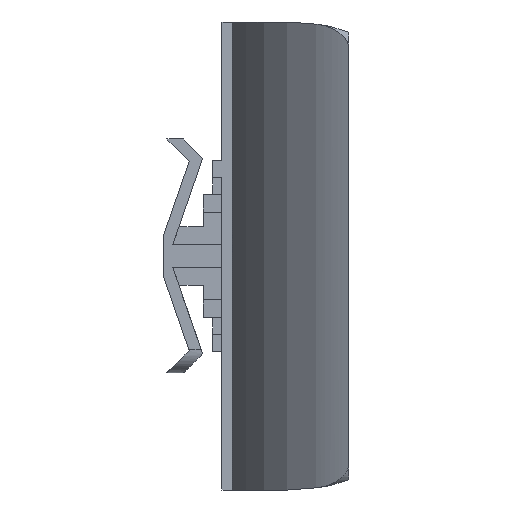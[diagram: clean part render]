
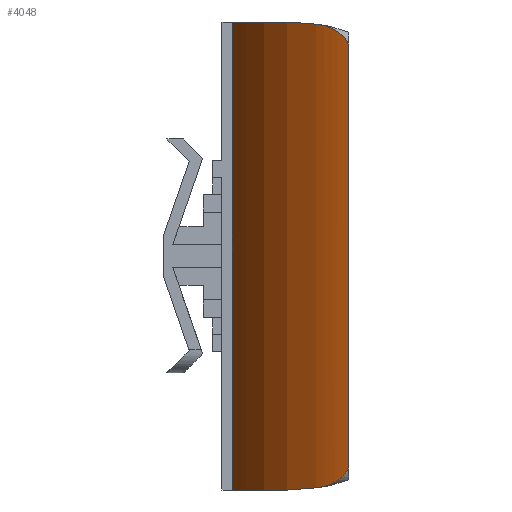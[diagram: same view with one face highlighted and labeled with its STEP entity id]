
A CAD part, left-side view. The second image highlights one B-rep face of the part: STEP entity #4048.
In plain terms, the highlighted cylindrical face has radius 20.5 mm (diameter 41 mm), a partial arc.
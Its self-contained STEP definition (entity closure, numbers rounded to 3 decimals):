
#40=CARTESIAN_POINT('',(-14.039,14.938,20.));
#41=CARTESIAN_POINT('',(-14.309,14.685,19.983));
#42=CARTESIAN_POINT('',(-14.834,14.164,19.947));
#43=CARTESIAN_POINT('',(-15.579,13.34,19.887));
#44=CARTESIAN_POINT('',(-16.046,12.764,19.843));
#45=CARTESIAN_POINT('',(-16.272,12.469,19.82));
#52=CARTESIAN_POINT('',(0.,0.,20.));
#53=DIRECTION('',(0.,0.,1.));
#54=DIRECTION('',(-0.293,0.956,0.));
#55=AXIS2_PLACEMENT_3D('',#52,#53,#54);
#105=CARTESIAN_POINT('',(0.,0.,-20.));
#106=DIRECTION('',(0.,0.,-1.));
#107=DIRECTION('',(-0.685,0.729,0.));
#108=AXIS2_PLACEMENT_3D('',#105,#106,#107);
#115=CARTESIAN_POINT('',(-16.272,12.469,-19.821));
#116=CARTESIAN_POINT('',(-16.046,12.764,-19.843));
#117=CARTESIAN_POINT('',(-15.579,13.34,-19.887));
#118=CARTESIAN_POINT('',(-14.834,14.164,-19.947));
#119=CARTESIAN_POINT('',(-14.309,14.685,-19.983));
#120=CARTESIAN_POINT('',(-14.04,14.938,-20.));
#143=DIRECTION('',(0.,0.,1.));
#144=VECTOR('',#143,40.);
#145=CARTESIAN_POINT('',(-6.,19.602,-20.));
#146=LINE('',#145,#144);
#147=DIRECTION('',(0.,0.,1.));
#148=VECTOR('',#147,35.661);
#149=CARTESIAN_POINT('',(-18.071,9.68,-17.831));
#150=LINE('',#149,#148);
#787=CARTESIAN_POINT('',(-16.272,12.469,19.82));
#788=CARTESIAN_POINT('',(-16.418,12.278,19.806));
#789=CARTESIAN_POINT('',(-16.688,11.913,19.746));
#790=CARTESIAN_POINT('',(-17.026,11.422,19.599));
#791=CARTESIAN_POINT('',(-17.308,10.989,19.413));
#792=CARTESIAN_POINT('',(-17.542,10.611,19.197));
#793=CARTESIAN_POINT('',(-17.731,10.29,18.959));
#794=CARTESIAN_POINT('',(-17.883,10.024,18.694));
#795=CARTESIAN_POINT('',(-17.993,9.825,18.411));
#796=CARTESIAN_POINT('',(-18.058,9.704,18.113));
#797=CARTESIAN_POINT('',(-18.071,9.68,17.923));
#798=CARTESIAN_POINT('',(-18.071,9.68,17.831));
#3107=CARTESIAN_POINT('',(-18.071,9.68,-17.831));
#3108=CARTESIAN_POINT('',(-18.071,9.68,-17.923));
#3109=CARTESIAN_POINT('',(-18.058,9.704,
-18.113));
#3110=CARTESIAN_POINT('',(-17.993,9.824,
-18.411));
#3111=CARTESIAN_POINT('',(-17.883,10.023,
-18.694));
#3112=CARTESIAN_POINT('',(-17.732,10.29,
-18.958));
#3113=CARTESIAN_POINT('',(-17.542,10.611,
-19.197));
#3114=CARTESIAN_POINT('',(-17.308,10.989,
-19.413));
#3115=CARTESIAN_POINT('',(-17.026,11.422,
-19.599));
#3116=CARTESIAN_POINT('',(-16.688,11.912,
-19.746));
#3117=CARTESIAN_POINT('',(-16.418,12.279,
-19.806));
#3118=CARTESIAN_POINT('',(-16.272,12.469,
-19.821));
#3320=CARTESIAN_POINT('',(-6.,19.602,-20.));
#3321=VERTEX_POINT('',#3320);
#3322=CARTESIAN_POINT('',(-14.04,14.938,-20.));
#3323=VERTEX_POINT('',#3322);
#3324=CARTESIAN_POINT('',(-6.,19.602,20.));
#3325=CARTESIAN_POINT('',(-14.04,14.938,20.));
#3326=VERTEX_POINT('',#3324);
#3327=VERTEX_POINT('',#3325);
#3328=VERTEX_POINT('',#45);
#3329=VERTEX_POINT('',#798);
#3330=CARTESIAN_POINT('',(-18.071,9.68,-17.831));
#3331=VERTEX_POINT('',#3330);
#3332=VERTEX_POINT('',#3118);
#4029=CARTESIAN_POINT('',(0.,0.,0.));
#4030=DIRECTION('',(0.,0.,1.));
#4031=DIRECTION('',(1.,0.,0.));
#4032=AXIS2_PLACEMENT_3D('',#4029,#4030,#4031);
#4033=CYLINDRICAL_SURFACE('',#4032,20.5);
#4035=ORIENTED_EDGE('',*,*,#4034,.T.);
#4036=ORIENTED_EDGE('',*,*,#3937,.T.);
#4037=ORIENTED_EDGE('',*,*,#3922,.T.);
#4039=ORIENTED_EDGE('',*,*,#4038,.T.);
#4041=ORIENTED_EDGE('',*,*,#4040,.F.);
#4043=ORIENTED_EDGE('',*,*,#4042,.T.);
#4044=ORIENTED_EDGE('',*,*,#4013,.T.);
#4045=ORIENTED_EDGE('',*,*,#4002,.T.);
#4046=EDGE_LOOP('',(#4035,#4036,#4037,#4039,#4041,#4043,#4044,#4045));
#4047=FACE_OUTER_BOUND('',#4046,.F.);
#4048=ADVANCED_FACE('',(#4047),#4033,.T.);
#46=B_SPLINE_CURVE_WITH_KNOTS('',3,(#40,#41,#42,#43,#44,#45),.UNSPECIFIED.,.F.,
.F.,(4,1,1,4),(0.,0.333,0.667,1.),.UNSPECIFIED.);
#56=CIRCLE('',#55,20.5);
#109=CIRCLE('',#108,20.5);
#121=B_SPLINE_CURVE_WITH_KNOTS('',3,(#115,#116,#117,#118,#119,#120),
.UNSPECIFIED.,.F.,.F.,(4,1,1,4),(0.,0.333,0.667,1.),
.UNSPECIFIED.);
#799=B_SPLINE_CURVE_WITH_KNOTS('',3,(#787,#788,#789,#790,#791,#792,#793,#794,
#795,#796,#797,#798),.UNSPECIFIED.,.F.,.F.,(4,1,1,1,1,1,1,1,1,4),(0.,
0.111,0.222,0.333,0.444,
0.556,0.667,0.778,0.889,1.),
.UNSPECIFIED.);
#3119=B_SPLINE_CURVE_WITH_KNOTS('',3,(#3107,#3108,#3109,#3110,#3111,#3112,#3113,
#3114,#3115,#3116,#3117,#3118),.UNSPECIFIED.,.F.,.F.,(4,1,1,1,1,1,1,1,1,4),
(0.,0.111,0.222,0.333,0.444,
0.556,0.667,0.778,0.889,1.),
.UNSPECIFIED.);
#3922=EDGE_CURVE('',#3327,#3328,#46,.T.);
#3937=EDGE_CURVE('',#3326,#3327,#56,.T.);
#4002=EDGE_CURVE('',#3323,#3321,#109,.T.);
#4013=EDGE_CURVE('',#3332,#3323,#121,.T.);
#4034=EDGE_CURVE('',#3321,#3326,#146,.T.);
#4038=EDGE_CURVE('',#3328,#3329,#799,.T.);
#4040=EDGE_CURVE('',#3331,#3329,#150,.T.);
#4042=EDGE_CURVE('',#3331,#3332,#3119,.T.);
